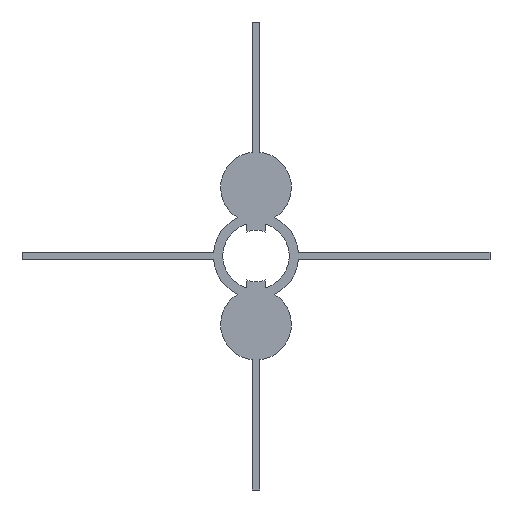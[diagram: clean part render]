
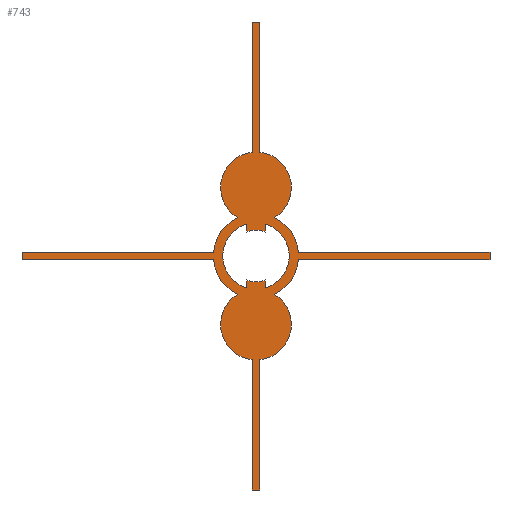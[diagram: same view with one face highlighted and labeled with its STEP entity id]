
A CAD part, front view. The second image highlights one B-rep face of the part: STEP entity #743.
In plain terms, the highlighted planar face has unit normal (0, -1, 0).
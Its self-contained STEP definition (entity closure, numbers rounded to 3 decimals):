
#29=FACE_BOUND('',#91,.T.);
#51=FACE_OUTER_BOUND('',#90,.T.);
#90=EDGE_LOOP('',(#596,#597,#598,#599,#600,#601,#602,#603,#604,#605,#606,
#607,#608,#609,#610,#611,#612,#613,#614,#615));
#91=EDGE_LOOP('',(#616,#617,#618,#619,#620,#621,#622,#623));
#120=CIRCLE('',#788,4.55);
#121=CIRCLE('',#790,4.55);
#122=CIRCLE('',#798,3.777);
#123=CIRCLE('',#800,3.777);
#124=CIRCLE('',#802,4.55);
#125=CIRCLE('',#804,2.75);
#126=CIRCLE('',#807,3.55);
#127=CIRCLE('',#810,2.75);
#128=CIRCLE('',#813,3.55);
#129=CIRCLE('',#815,4.55);
#130=CIRCLE('',#818,3.777);
#131=CIRCLE('',#819,3.777);
#155=LINE('',#1124,#239);
#159=LINE('',#1132,#243);
#166=LINE('',#1145,#250);
#172=LINE('',#1157,#256);
#180=LINE('',#1180,#264);
#183=LINE('',#1188,#267);
#186=LINE('',#1196,#270);
#191=LINE('',#1209,#275);
#192=LINE('',#1212,#276);
#193=LINE('',#1214,#277);
#194=LINE('',#1215,#278);
#195=LINE('',#1217,#279);
#196=LINE('',#1219,#280);
#197=LINE('',#1221,#281);
#198=LINE('',#1222,#282);
#199=LINE('',#1224,#283);
#239=VECTOR('',#897,13.917);
#243=VECTOR('',#903,13.917);
#250=VECTOR('',#914,13.917);
#256=VECTOR('',#922,13.917);
#264=VECTOR('',#950,0.845);
#267=VECTOR('',#959,0.845);
#270=VECTOR('',#968,0.845);
#275=VECTOR('',#983,0.845);
#276=VECTOR('',#986,20.468);
#277=VECTOR('',#987,0.8);
#278=VECTOR('',#988,20.468);
#279=VECTOR('',#991,0.8);
#280=VECTOR('',#992,20.468);
#281=VECTOR('',#993,0.8);
#282=VECTOR('',#994,20.468);
#283=VECTOR('',#997,0.8);
#328=VERTEX_POINT('',#1105);
#329=VERTEX_POINT('',#1107);
#330=VERTEX_POINT('',#1111);
#331=VERTEX_POINT('',#1113);
#334=VERTEX_POINT('',#1121);
#335=VERTEX_POINT('',#1123);
#337=VERTEX_POINT('',#1129);
#338=VERTEX_POINT('',#1131);
#341=VERTEX_POINT('',#1142);
#342=VERTEX_POINT('',#1144);
#346=VERTEX_POINT('',#1154);
#347=VERTEX_POINT('',#1156);
#348=VERTEX_POINT('',#1167);
#349=VERTEX_POINT('',#1168);
#350=VERTEX_POINT('',#1173);
#351=VERTEX_POINT('',#1174);
#352=VERTEX_POINT('',#1179);
#353=VERTEX_POINT('',#1183);
#354=VERTEX_POINT('',#1187);
#355=VERTEX_POINT('',#1191);
#356=VERTEX_POINT('',#1195);
#357=VERTEX_POINT('',#1199);
#358=VERTEX_POINT('',#1203);
#359=VERTEX_POINT('',#1204);
#360=VERTEX_POINT('',#1211);
#361=VERTEX_POINT('',#1213);
#362=VERTEX_POINT('',#1218);
#363=VERTEX_POINT('',#1220);
#401=EDGE_CURVE('',#328,#329,#120,.T.);
#404=EDGE_CURVE('',#330,#331,#121,.T.);
#409=EDGE_CURVE('',#334,#335,#155,.T.);
#413=EDGE_CURVE('',#338,#337,#159,.T.);
#420=EDGE_CURVE('',#341,#342,#166,.T.);
#426=EDGE_CURVE('',#347,#346,#172,.T.);
#430=EDGE_CURVE('',#341,#329,#122,.F.);
#431=EDGE_CURVE('',#337,#331,#123,.F.);
#432=EDGE_CURVE('',#348,#349,#124,.T.);
#435=EDGE_CURVE('',#350,#351,#125,.T.);
#438=EDGE_CURVE('',#352,#350,#180,.T.);
#440=EDGE_CURVE('',#353,#352,#126,.T.);
#442=EDGE_CURVE('',#354,#353,#183,.T.);
#444=EDGE_CURVE('',#355,#354,#127,.T.);
#446=EDGE_CURVE('',#355,#356,#186,.T.);
#448=EDGE_CURVE('',#357,#356,#128,.T.);
#450=EDGE_CURVE('',#358,#359,#129,.T.);
#453=EDGE_CURVE('',#357,#351,#191,.T.);
#454=EDGE_CURVE('',#360,#328,#192,.T.);
#455=EDGE_CURVE('',#360,#361,#193,.T.);
#456=EDGE_CURVE('',#361,#349,#194,.T.);
#457=EDGE_CURVE('',#348,#335,#130,.F.);
#458=EDGE_CURVE('',#334,#338,#195,.T.);
#459=EDGE_CURVE('',#362,#330,#196,.T.);
#460=EDGE_CURVE('',#363,#362,#197,.T.);
#461=EDGE_CURVE('',#363,#359,#198,.T.);
#462=EDGE_CURVE('',#358,#347,#131,.F.);
#463=EDGE_CURVE('',#342,#346,#199,.T.);
#596=ORIENTED_EDGE('',*,*,#401,.F.);
#597=ORIENTED_EDGE('',*,*,#454,.F.);
#598=ORIENTED_EDGE('',*,*,#455,.T.);
#599=ORIENTED_EDGE('',*,*,#456,.T.);
#600=ORIENTED_EDGE('',*,*,#432,.F.);
#601=ORIENTED_EDGE('',*,*,#457,.T.);
#602=ORIENTED_EDGE('',*,*,#409,.F.);
#603=ORIENTED_EDGE('',*,*,#458,.T.);
#604=ORIENTED_EDGE('',*,*,#413,.T.);
#605=ORIENTED_EDGE('',*,*,#431,.T.);
#606=ORIENTED_EDGE('',*,*,#404,.F.);
#607=ORIENTED_EDGE('',*,*,#459,.F.);
#608=ORIENTED_EDGE('',*,*,#460,.F.);
#609=ORIENTED_EDGE('',*,*,#461,.T.);
#610=ORIENTED_EDGE('',*,*,#450,.F.);
#611=ORIENTED_EDGE('',*,*,#462,.T.);
#612=ORIENTED_EDGE('',*,*,#426,.T.);
#613=ORIENTED_EDGE('',*,*,#463,.F.);
#614=ORIENTED_EDGE('',*,*,#420,.F.);
#615=ORIENTED_EDGE('',*,*,#430,.T.);
#616=ORIENTED_EDGE('',*,*,#435,.T.);
#617=ORIENTED_EDGE('',*,*,#453,.F.);
#618=ORIENTED_EDGE('',*,*,#448,.T.);
#619=ORIENTED_EDGE('',*,*,#446,.F.);
#620=ORIENTED_EDGE('',*,*,#444,.T.);
#621=ORIENTED_EDGE('',*,*,#442,.T.);
#622=ORIENTED_EDGE('',*,*,#440,.T.);
#623=ORIENTED_EDGE('',*,*,#438,.T.);
#707=PLANE('',#817);
#743=ADVANCED_FACE('',(#51,#29),#707,.F.);
#788=AXIS2_PLACEMENT_3D('',#1108,#883,#884);
#790=AXIS2_PLACEMENT_3D('',#1114,#889,#890);
#798=AXIS2_PLACEMENT_3D('',#1163,#930,#931);
#800=AXIS2_PLACEMENT_3D('',#1165,#934,#935);
#802=AXIS2_PLACEMENT_3D('',#1169,#938,#939);
#804=AXIS2_PLACEMENT_3D('',#1175,#944,#945);
#807=AXIS2_PLACEMENT_3D('',#1184,#954,#955);
#810=AXIS2_PLACEMENT_3D('',#1192,#963,#964);
#813=AXIS2_PLACEMENT_3D('',#1200,#972,#973);
#815=AXIS2_PLACEMENT_3D('',#1205,#977,#978);
#817=AXIS2_PLACEMENT_3D('',#1210,#984,#985);
#818=AXIS2_PLACEMENT_3D('',#1216,#989,#990);
#819=AXIS2_PLACEMENT_3D('',#1223,#995,#996);
#883=DIRECTION('center_axis',(0.,1.,0.));
#884=DIRECTION('ref_axis',(0.,0.,1.));
#889=DIRECTION('center_axis',(0.,1.,0.));
#890=DIRECTION('ref_axis',(0.,0.,1.));
#897=DIRECTION('',(0.,0.,1.));
#903=DIRECTION('',(0.,0.,1.));
#914=DIRECTION('',(0.,0.,1.));
#922=DIRECTION('',(0.,0.,1.));
#930=DIRECTION('center_axis',(0.,1.,0.));
#931=DIRECTION('ref_axis',(0.,0.,1.));
#934=DIRECTION('center_axis',(0.,1.,0.));
#935=DIRECTION('ref_axis',(0.,0.,1.));
#938=DIRECTION('center_axis',(0.,1.,0.));
#939=DIRECTION('ref_axis',(0.,0.,1.));
#944=DIRECTION('center_axis',(0.,1.,0.));
#945=DIRECTION('ref_axis',(0.,0.,1.));
#950=DIRECTION('',(0.,0.,-1.));
#954=DIRECTION('center_axis',(0.,1.,0.));
#955=DIRECTION('ref_axis',(0.,0.,1.));
#959=DIRECTION('',(0.,0.,-1.));
#963=DIRECTION('center_axis',(0.,1.,0.));
#964=DIRECTION('ref_axis',(0.,0.,1.));
#968=DIRECTION('',(0.,0.,-1.));
#972=DIRECTION('center_axis',(0.,1.,0.));
#973=DIRECTION('ref_axis',(0.,0.,1.));
#977=DIRECTION('center_axis',(0.,1.,0.));
#978=DIRECTION('ref_axis',(0.,0.,1.));
#983=DIRECTION('',(0.,0.,-1.));
#984=DIRECTION('center_axis',(0.,1.,0.));
#985=DIRECTION('ref_axis',(0.,0.,1.));
#986=DIRECTION('',(1.,0.,0.));
#987=DIRECTION('',(0.,0.,-1.));
#988=DIRECTION('',(1.,0.,0.));
#989=DIRECTION('center_axis',(0.,1.,0.));
#990=DIRECTION('ref_axis',(0.,0.,1.));
#991=DIRECTION('',(1.,0.,0.));
#992=DIRECTION('',(-1.,0.,0.));
#993=DIRECTION('',(0.,0.,-1.));
#994=DIRECTION('',(-1.,0.,0.));
#995=DIRECTION('center_axis',(0.,1.,0.));
#996=DIRECTION('ref_axis',(0.,0.,1.));
#997=DIRECTION('',(1.,0.,0.));
#1105=CARTESIAN_POINT('',(-4.532,0.,0.4));
#1107=CARTESIAN_POINT('',(-1.967,0.,4.103));
#1108=CARTESIAN_POINT('Origin',(0.,0.,0.));
#1111=CARTESIAN_POINT('',(4.532,0.,-0.4));
#1113=CARTESIAN_POINT('',(1.967,0.,-4.103));
#1114=CARTESIAN_POINT('Origin',(0.,0.,0.));
#1121=CARTESIAN_POINT('',(-0.4,0.,-25.));
#1123=CARTESIAN_POINT('',(-0.4,0.,-11.083));
#1124=CARTESIAN_POINT('',(-0.4,0.,-25.));
#1129=CARTESIAN_POINT('',(0.4,0.,-11.083));
#1131=CARTESIAN_POINT('',(0.4,0.,-25.));
#1132=CARTESIAN_POINT('',(0.4,0.,-25.));
#1142=CARTESIAN_POINT('',(-0.4,0.,11.083));
#1144=CARTESIAN_POINT('',(-0.4,0.,25.));
#1145=CARTESIAN_POINT('',(-0.4,0.,11.083));
#1154=CARTESIAN_POINT('',(0.4,0.,25.));
#1156=CARTESIAN_POINT('',(0.4,0.,11.083));
#1157=CARTESIAN_POINT('',(0.4,0.,11.083));
#1163=CARTESIAN_POINT('Origin',(0.,0.,7.327));
#1165=CARTESIAN_POINT('Origin',(0.,0.,-7.327));
#1167=CARTESIAN_POINT('',(-1.967,0.,-4.103));
#1168=CARTESIAN_POINT('',(-4.532,0.,-0.4));
#1169=CARTESIAN_POINT('Origin',(0.,0.,0.));
#1173=CARTESIAN_POINT('',(-1.,0.,2.562));
#1174=CARTESIAN_POINT('',(1.,0.,2.562));
#1175=CARTESIAN_POINT('Origin',(0.,0.,0.));
#1179=CARTESIAN_POINT('',(-1.,0.,3.406));
#1180=CARTESIAN_POINT('',(-1.,0.,3.406));
#1183=CARTESIAN_POINT('',(-1.,0.,-3.406));
#1184=CARTESIAN_POINT('Origin',(0.,0.,0.));
#1187=CARTESIAN_POINT('',(-1.,0.,-2.562));
#1188=CARTESIAN_POINT('',(-1.,0.,-2.562));
#1191=CARTESIAN_POINT('',(1.,0.,-2.562));
#1192=CARTESIAN_POINT('Origin',(0.,0.,0.));
#1195=CARTESIAN_POINT('',(1.,0.,-3.406));
#1196=CARTESIAN_POINT('',(1.,0.,-2.562));
#1199=CARTESIAN_POINT('',(1.,0.,3.406));
#1200=CARTESIAN_POINT('Origin',(0.,0.,0.));
#1203=CARTESIAN_POINT('',(1.967,0.,4.103));
#1204=CARTESIAN_POINT('',(4.532,0.,0.4));
#1205=CARTESIAN_POINT('Origin',(0.,0.,0.));
#1209=CARTESIAN_POINT('',(1.,0.,3.406));
#1210=CARTESIAN_POINT('Origin',(0.,0.,0.));
#1211=CARTESIAN_POINT('',(-25.,0.,0.4));
#1212=CARTESIAN_POINT('',(-25.,0.,0.4));
#1213=CARTESIAN_POINT('',(-25.,0.,-0.4));
#1214=CARTESIAN_POINT('',(-25.,0.,0.4));
#1215=CARTESIAN_POINT('',(-25.,0.,-0.4));
#1216=CARTESIAN_POINT('Origin',(0.,0.,-7.327));
#1217=CARTESIAN_POINT('',(-0.4,0.,-25.));
#1218=CARTESIAN_POINT('',(25.,0.,-0.4));
#1219=CARTESIAN_POINT('',(25.,0.,-0.4));
#1220=CARTESIAN_POINT('',(25.,0.,0.4));
#1221=CARTESIAN_POINT('',(25.,0.,0.4));
#1222=CARTESIAN_POINT('',(25.,0.,0.4));
#1223=CARTESIAN_POINT('Origin',(0.,0.,7.327));
#1224=CARTESIAN_POINT('',(-0.4,0.,25.));
